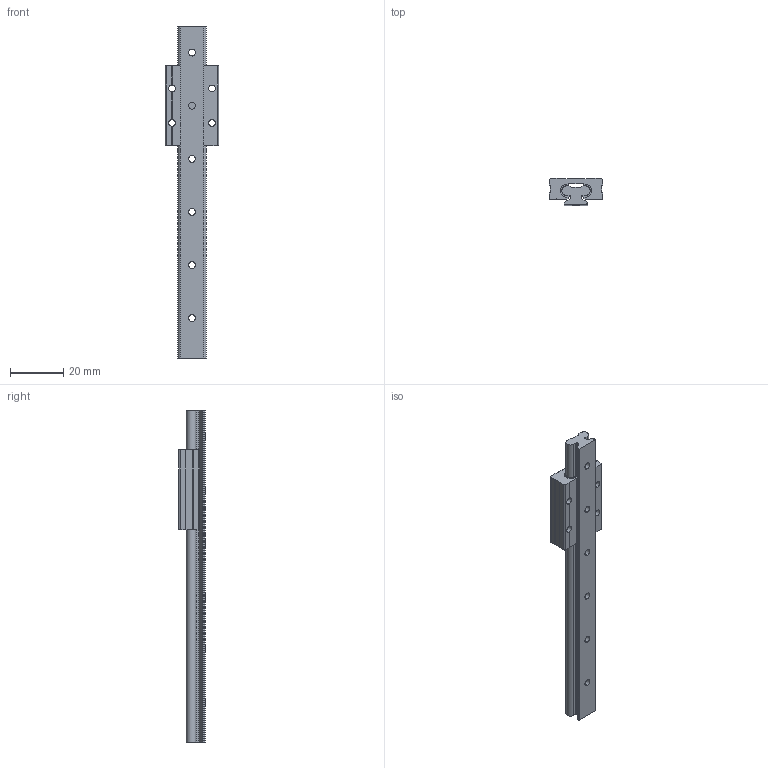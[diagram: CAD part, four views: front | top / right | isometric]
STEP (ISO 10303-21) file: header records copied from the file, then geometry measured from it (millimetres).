
FILE_DESCRIPTION (( 'STEP AP214' ), '1' );
FILE_NAME ('GST_E9A8E4D18E.step', '2021-12-02T18:38:45', ( '' ), ( '' ), 'SwSTEP 2.0', 'SolidWorks 2019', '' );
FILE_SCHEMA (( 'AUTOMOTIVE_DESIGN' ));
Length unit declared in the file: inch
Products named in the file (5): jPRlCbVbvi_CADModel_0; jPRlCbVbvi_CADModel_1; GST_E9A8E4D18E
Assembly tree (2 placements, depth 2):
  jPRlCbVbvi_CADModel_0
  jPRlCbVbvi_CADModel_1
  GST_E9A8E4D18E
    jPRlCbVbvi_CADModel_1
    jPRlCbVbvi_CADModel_0
Bounding box: 20 x 10 x 125 mm (x, y, z)
Volume: 9606.3 mm3; surface area: 9335.3 mm2
Topology: 4 solids, 4 shells, 174 faces, 504 edges, 336 vertices
Faces by surface type: plane 107, cylinder 67
Entity records: 8228 total; most frequent: CARTESIAN_POINT 1164, ORIENTED_EDGE 1008, DIRECTION 962, EDGE_CURVE 504, VERTEX_POINT 336, AXIS2_PLACEMENT_3D 326, VECTOR 310, LINE 310
